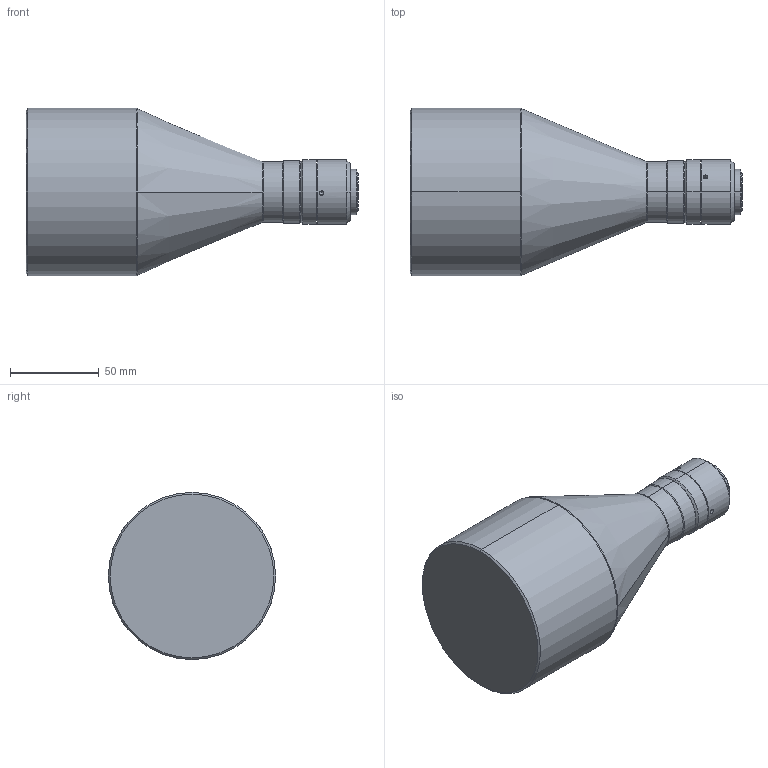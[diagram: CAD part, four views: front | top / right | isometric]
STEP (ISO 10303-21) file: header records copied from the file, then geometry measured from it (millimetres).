
FILE_DESCRIPTION (( 'STEP AP203' ), '1' );
FILE_NAME ('DTCM118-72-AL.STEP', '2019-11-13T08:01:51', ( 'Windows 蚚誧' ), ( '' ), 'SwSTEP 2.0', 'SolidWorks 2017', '' );
FILE_SCHEMA (( 'CONFIG_CONTROL_DESIGN' ));
Length unit declared in the file: millimetre
Products named in the file (1): DTCM118-72-AL
Bounding box: 186.7 x 94 x 94 mm (x, y, z)
Volume: 727001.4 mm3; surface area: 48818.8 mm2
Topology: 1 solids, 1 shells, 58 faces, 130 edges, 77 vertices
Faces by surface type: cylinder 24, cone 22, plane 8, bspline 4
Entity records: 1791 total; most frequent: CARTESIAN_POINT 434, DIRECTION 292, ORIENTED_EDGE 248, EDGE_CURVE 124, AXIS2_PLACEMENT_3D 123, VERTEX_POINT 77, CIRCLE 68, EDGE_LOOP 67
